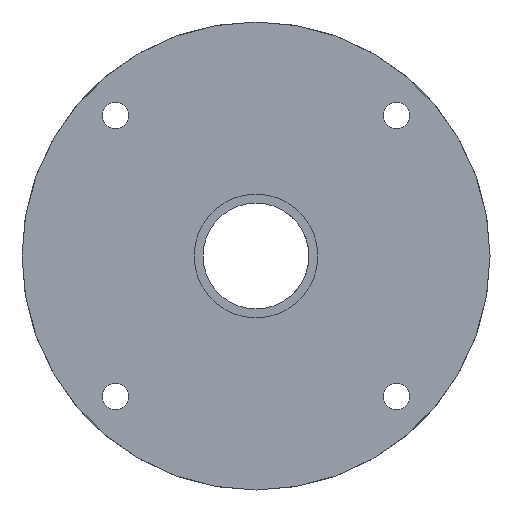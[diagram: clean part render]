
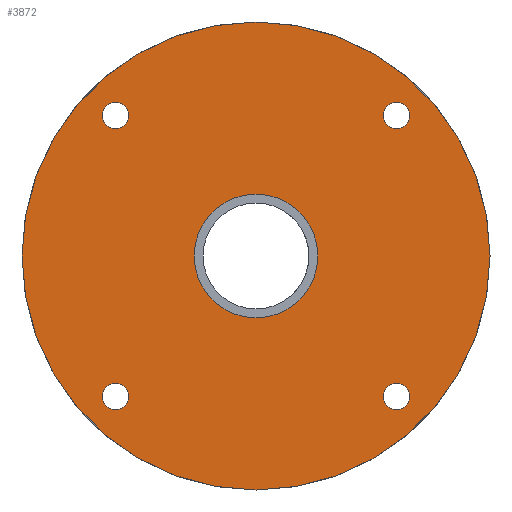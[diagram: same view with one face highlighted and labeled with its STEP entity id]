
A CAD part, front view. The second image highlights one B-rep face of the part: STEP entity #3872.
In plain terms, the highlighted planar face has unit normal (0, -1, 0).
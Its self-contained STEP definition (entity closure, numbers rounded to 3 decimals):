
#7 = CARTESIAN_POINT ( 'NONE',  ( 0., 0., -53. ) ) ;
#77 = VERTEX_POINT ( 'NONE', #7 ) ;
#102 = EDGE_CURVE ( 'NONE', #2548, #385, #5567, .T. ) ;
#115 = DIRECTION ( 'NONE',  ( 0., 1., 0. ) ) ;
#255 = DIRECTION ( 'NONE',  ( 0., 0., 1. ) ) ;
#271 = CIRCLE ( 'NONE', #8349, 3. ) ;
#303 = EDGE_CURVE ( 'NONE', #385, #2548, #6306, .T. ) ;
#331 = VERTEX_POINT ( 'NONE', #3983 ) ;
#341 = DIRECTION ( 'NONE',  ( 0., 1., 0. ) ) ;
#365 = EDGE_CURVE ( 'NONE', #3243, #2441, #2626, .T. ) ;
#385 = VERTEX_POINT ( 'NONE', #4420 ) ;
#386 = EDGE_LOOP ( 'NONE', ( #770, #10639 ) ) ;
#429 = DIRECTION ( 'NONE',  ( -1., 0., 0. ) ) ;
#433 = FACE_BOUND ( 'NONE', #3231, .T. ) ;
#514 = EDGE_CURVE ( 'NONE', #10569, #5624, #6686, .T. ) ;
#730 = DIRECTION ( 'NONE',  ( 0., 1., 0. ) ) ;
#770 = ORIENTED_EDGE ( 'NONE', *, *, #3652, .T. ) ;
#786 = CARTESIAN_POINT ( 'NONE',  ( 0., 0., 0. ) ) ;
#977 = CARTESIAN_POINT ( 'NONE',  ( 31.82, 0., 28.82 ) ) ;
#1078 = DIRECTION ( 'NONE',  ( 0., 0., 1. ) ) ;
#1276 = EDGE_CURVE ( 'NONE', #9390, #331, #11082, .T. ) ;
#1358 = AXIS2_PLACEMENT_3D ( 'NONE', #8822, #3578, #3631 ) ;
#1491 = EDGE_LOOP ( 'NONE', ( #6379, #3620 ) ) ;
#1576 = CIRCLE ( 'NONE', #7999, 53. ) ;
#1657 = CARTESIAN_POINT ( 'NONE',  ( -31.82, 0., -31.82 ) ) ;
#1963 = CIRCLE ( 'NONE', #5262, 3. ) ;
#1968 = ORIENTED_EDGE ( 'NONE', *, *, #1276, .T. ) ;
#2168 = DIRECTION ( 'NONE',  ( 0., 0., 1. ) ) ;
#2211 = DIRECTION ( 'NONE',  ( 0., 1., 0. ) ) ;
#2241 = CARTESIAN_POINT ( 'NONE',  ( -31.82, 0., 31.82 ) ) ;
#2275 = AXIS2_PLACEMENT_3D ( 'NONE', #10764, #2211, #7508 ) ;
#2299 = ORIENTED_EDGE ( 'NONE', *, *, #7268, .F. ) ;
#2441 = VERTEX_POINT ( 'NONE', #8347 ) ;
#2548 = VERTEX_POINT ( 'NONE', #7545 ) ;
#2572 = DIRECTION ( 'NONE',  ( 0., 1., 0. ) ) ;
#2626 = CIRCLE ( 'NONE', #3549, 3. ) ;
#3066 = DIRECTION ( 'NONE',  ( 0., 1., 0. ) ) ;
#3231 = EDGE_LOOP ( 'NONE', ( #3613, #7513 ) ) ;
#3243 = VERTEX_POINT ( 'NONE', #977 ) ;
#3371 = AXIS2_PLACEMENT_3D ( 'NONE', #6568, #9206, #255 ) ;
#3425 = AXIS2_PLACEMENT_3D ( 'NONE', #9964, #5724, #6651 ) ;
#3517 = ORIENTED_EDGE ( 'NONE', *, *, #5425, .F. ) ;
#3549 = AXIS2_PLACEMENT_3D ( 'NONE', #4782, #3066, #429 ) ;
#3578 = DIRECTION ( 'NONE',  ( 0., 1., 0. ) ) ;
#3613 = ORIENTED_EDGE ( 'NONE', *, *, #9481, .T. ) ;
#3620 = ORIENTED_EDGE ( 'NONE', *, *, #303, .T. ) ;
#3631 = DIRECTION ( 'NONE',  ( 0., 0., 1. ) ) ;
#3652 = EDGE_CURVE ( 'NONE', #2441, #3243, #271, .T. ) ;
#3806 = AXIS2_PLACEMENT_3D ( 'NONE', #9069, #341, #2168 ) ;
#3872 = ADVANCED_FACE ( 'NONE', ( #5537, #5657, #433, #10871, #8250, #3986 ), #8367, .F. ) ;
#3983 = CARTESIAN_POINT ( 'NONE',  ( -31.82, 0., -34.82 ) ) ;
#3986 = FACE_OUTER_BOUND ( 'NONE', #9271, .T. ) ;
#4055 = DIRECTION ( 'NONE',  ( 0., 1., 0. ) ) ;
#4074 = CARTESIAN_POINT ( 'NONE',  ( -31.82, 0., 31.82 ) ) ;
#4220 = DIRECTION ( 'NONE',  ( -1., 0., 0. ) ) ;
#4323 = EDGE_LOOP ( 'NONE', ( #1968, #9453 ) ) ;
#4420 = CARTESIAN_POINT ( 'NONE',  ( 0., 0., 14. ) ) ;
#4709 = DIRECTION ( 'NONE',  ( 0., 0., -1. ) ) ;
#4782 = CARTESIAN_POINT ( 'NONE',  ( 31.82, 0., 31.82 ) ) ;
#4976 = AXIS2_PLACEMENT_3D ( 'NONE', #7174, #115, #1078 ) ;
#5262 = AXIS2_PLACEMENT_3D ( 'NONE', #4074, #7591, #5636 ) ;
#5425 = EDGE_CURVE ( 'NONE', #77, #6057, #1576, .T. ) ;
#5441 = DIRECTION ( 'NONE',  ( 1., 0., 0. ) ) ;
#5537 = FACE_BOUND ( 'NONE', #11320, .T. ) ;
#5567 = CIRCLE ( 'NONE', #8141, 14. ) ;
#5624 = VERTEX_POINT ( 'NONE', #8356 ) ;
#5636 = DIRECTION ( 'NONE',  ( 0., 0., -1. ) ) ;
#5657 = FACE_BOUND ( 'NONE', #386, .T. ) ;
#5724 = DIRECTION ( 'NONE',  ( 0., 1., 0. ) ) ;
#5886 = CARTESIAN_POINT ( 'NONE',  ( -31.82, 0., 28.82 ) ) ;
#5927 = EDGE_CURVE ( 'NONE', #6925, #9047, #1963, .T. ) ;
#6057 = VERTEX_POINT ( 'NONE', #10060 ) ;
#6306 = CIRCLE ( 'NONE', #1358, 14. ) ;
#6379 = ORIENTED_EDGE ( 'NONE', *, *, #102, .T. ) ;
#6412 = EDGE_CURVE ( 'NONE', #331, #9390, #9488, .T. ) ;
#6568 = CARTESIAN_POINT ( 'NONE',  ( 31.82, 0., -31.82 ) ) ;
#6635 = CARTESIAN_POINT ( 'NONE',  ( -31.82, 0., 34.82 ) ) ;
#6651 = DIRECTION ( 'NONE',  ( 1., 0., 0. ) ) ;
#6675 = CARTESIAN_POINT ( 'NONE',  ( -31.82, 0., -28.82 ) ) ;
#6686 = CIRCLE ( 'NONE', #3371, 3. ) ;
#6925 = VERTEX_POINT ( 'NONE', #5886 ) ;
#6942 = CARTESIAN_POINT ( 'NONE',  ( 31.82, 0., 31.82 ) ) ;
#7174 = CARTESIAN_POINT ( 'NONE',  ( 31.82, 0., -31.82 ) ) ;
#7196 = CIRCLE ( 'NONE', #4976, 3. ) ;
#7268 = EDGE_CURVE ( 'NONE', #6057, #77, #7856, .T. ) ;
#7300 = DIRECTION ( 'NONE',  ( 0., 0., 1. ) ) ;
#7508 = DIRECTION ( 'NONE',  ( 1., 0., 0. ) ) ;
#7513 = ORIENTED_EDGE ( 'NONE', *, *, #5927, .T. ) ;
#7545 = CARTESIAN_POINT ( 'NONE',  ( 0., 0., -14. ) ) ;
#7574 = DIRECTION ( 'NONE',  ( 0., 0., 1. ) ) ;
#7591 = DIRECTION ( 'NONE',  ( 0., 1., 0. ) ) ;
#7788 = ORIENTED_EDGE ( 'NONE', *, *, #514, .T. ) ;
#7829 = AXIS2_PLACEMENT_3D ( 'NONE', #2241, #9149, #4709 ) ;
#7856 = CIRCLE ( 'NONE', #3806, 53. ) ;
#7999 = AXIS2_PLACEMENT_3D ( 'NONE', #786, #4055, #7574 ) ;
#8141 = AXIS2_PLACEMENT_3D ( 'NONE', #9983, #9133, #7300 ) ;
#8250 = FACE_BOUND ( 'NONE', #1491, .T. ) ;
#8347 = CARTESIAN_POINT ( 'NONE',  ( 31.82, 0., 34.82 ) ) ;
#8349 = AXIS2_PLACEMENT_3D ( 'NONE', #6942, #730, #4220 ) ;
#8356 = CARTESIAN_POINT ( 'NONE',  ( 31.82, 0., -28.82 ) ) ;
#8367 = PLANE ( 'NONE',  #2275 ) ;
#8822 = CARTESIAN_POINT ( 'NONE',  ( 0., 0., 0. ) ) ;
#8893 = CARTESIAN_POINT ( 'NONE',  ( 31.82, 0., -34.82 ) ) ;
#9047 = VERTEX_POINT ( 'NONE', #6635 ) ;
#9069 = CARTESIAN_POINT ( 'NONE',  ( 0., 0., 0. ) ) ;
#9133 = DIRECTION ( 'NONE',  ( 0., 1., 0. ) ) ;
#9149 = DIRECTION ( 'NONE',  ( 0., 1., 0. ) ) ;
#9201 = ORIENTED_EDGE ( 'NONE', *, *, #10602, .T. ) ;
#9206 = DIRECTION ( 'NONE',  ( 0., 1., 0. ) ) ;
#9271 = EDGE_LOOP ( 'NONE', ( #3517, #2299 ) ) ;
#9390 = VERTEX_POINT ( 'NONE', #6675 ) ;
#9453 = ORIENTED_EDGE ( 'NONE', *, *, #6412, .T. ) ;
#9481 = EDGE_CURVE ( 'NONE', #9047, #6925, #9655, .T. ) ;
#9488 = CIRCLE ( 'NONE', #3425, 3. ) ;
#9655 = CIRCLE ( 'NONE', #7829, 3. ) ;
#9964 = CARTESIAN_POINT ( 'NONE',  ( -31.82, 0., -31.82 ) ) ;
#9983 = CARTESIAN_POINT ( 'NONE',  ( 0., 0., 0. ) ) ;
#10060 = CARTESIAN_POINT ( 'NONE',  ( 0., 0., 53. ) ) ;
#10569 = VERTEX_POINT ( 'NONE', #8893 ) ;
#10602 = EDGE_CURVE ( 'NONE', #5624, #10569, #7196, .T. ) ;
#10639 = ORIENTED_EDGE ( 'NONE', *, *, #365, .T. ) ;
#10764 = CARTESIAN_POINT ( 'NONE',  ( 0., 0., 0. ) ) ;
#10871 = FACE_BOUND ( 'NONE', #4323, .T. ) ;
#10901 = AXIS2_PLACEMENT_3D ( 'NONE', #1657, #2572, #5441 ) ;
#11082 = CIRCLE ( 'NONE', #10901, 3. ) ;
#11320 = EDGE_LOOP ( 'NONE', ( #9201, #7788 ) ) ;
